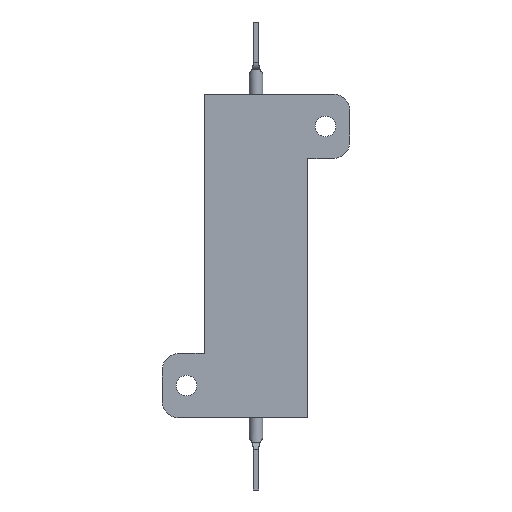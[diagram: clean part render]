
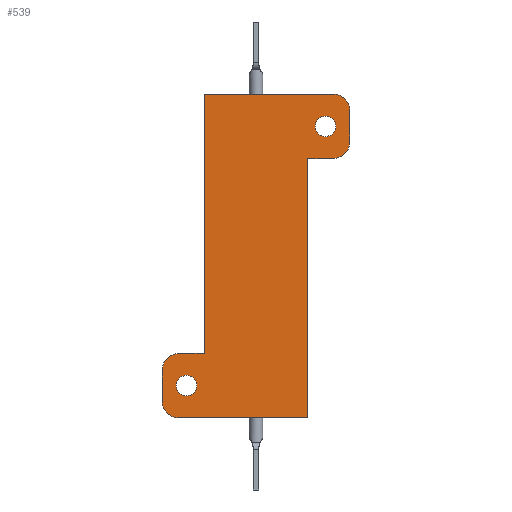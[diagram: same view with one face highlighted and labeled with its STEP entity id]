
A CAD part, front view. The second image highlights one B-rep face of the part: STEP entity #539.
In plain terms, the highlighted planar face has unit normal (0, -1, 0).
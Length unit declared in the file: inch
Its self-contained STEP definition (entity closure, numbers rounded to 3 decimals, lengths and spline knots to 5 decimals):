
#137 = VERTEX_POINT ( 'NONE', #1575 ) ;
#139 = EDGE_CURVE ( 'NONE', #137, #140, #1574, .T. ) ;
#140 = VERTEX_POINT ( 'NONE', #1569 ) ;
#154 = VERTEX_POINT ( 'NONE', #1637 ) ;
#156 = EDGE_CURVE ( 'NONE', #154, #157, #1636, .T. ) ;
#157 = VERTEX_POINT ( 'NONE', #1631 ) ;
#224 = VERTEX_POINT ( 'NONE', #1753 ) ;
#226 = EDGE_CURVE ( 'NONE', #224, #227, #1752, .T. ) ;
#227 = VERTEX_POINT ( 'NONE', #1748 ) ;
#316 = VERTEX_POINT ( 'NONE', #1909 ) ;
#318 = EDGE_CURVE ( 'NONE', #224, #316, #1908, .T. ) ;
#351 = VERTEX_POINT ( 'NONE', #1982 ) ;
#353 = EDGE_CURVE ( 'NONE', #351, #1264, #1981, .T. ) ;
#504 = EDGE_CURVE ( 'NONE', #316, #505, #2286, .T. ) ;
#505 = VERTEX_POINT ( 'NONE', #2282 ) ;
#506 = ORIENTED_EDGE ( 'NONE', *, *, #507, .T. ) ;
#507 = EDGE_CURVE ( 'NONE', #505, #508, #2281, .T. ) ;
#508 = VERTEX_POINT ( 'NONE', #2276 ) ;
#509 = ORIENTED_EDGE ( 'NONE', *, *, #510, .T. ) ;
#510 = EDGE_CURVE ( 'NONE', #508, #511, #2275, .T. ) ;
#511 = VERTEX_POINT ( 'NONE', #2271 ) ;
#512 = ORIENTED_EDGE ( 'NONE', *, *, #513, .T. ) ;
#513 = EDGE_CURVE ( 'NONE', #511, #1203, #2270, .T. ) ;
#514 = EDGE_LOOP ( 'NONE', ( #515, #568 ) ) ;
#515 = ORIENTED_EDGE ( 'NONE', *, *, #567, .F. ) ;
#516 = ORIENTED_EDGE ( 'NONE', *, *, #353, .F. ) ;
#517 = ORIENTED_EDGE ( 'NONE', *, *, #518, .T. ) ;
#518 = EDGE_CURVE ( 'NONE', #351, #519, #2329, .T. ) ;
#519 = VERTEX_POINT ( 'NONE', #2325 ) ;
#520 = ORIENTED_EDGE ( 'NONE', *, *, #521, .T. ) ;
#521 = EDGE_CURVE ( 'NONE', #519, #522, #2324, .T. ) ;
#522 = VERTEX_POINT ( 'NONE', #2319 ) ;
#523 = ORIENTED_EDGE ( 'NONE', *, *, #524, .T. ) ;
#524 = EDGE_CURVE ( 'NONE', #522, #525, #2318, .T. ) ;
#525 = VERTEX_POINT ( 'NONE', #2314 ) ;
#526 = ORIENTED_EDGE ( 'NONE', *, *, #527, .T. ) ;
#527 = EDGE_CURVE ( 'NONE', #525, #227, #2313, .T. ) ;
#528 = ORIENTED_EDGE ( 'NONE', *, *, #226, .F. ) ;
#539 = ADVANCED_FACE ( 'NONE', ( #2360, #2359, #2358 ), #2357, .F. ) ;
#540 = EDGE_LOOP ( 'NONE', ( #541, #516, #517, #520, #523, #526, #528, #580, #581, #506, #509, #512 ) ) ;
#541 = ORIENTED_EDGE ( 'NONE', *, *, #1174, .T. ) ;
#567 = EDGE_CURVE ( 'NONE', #157, #154, #2376, .T. ) ;
#568 = ORIENTED_EDGE ( 'NONE', *, *, #156, .F. ) ;
#569 = EDGE_LOOP ( 'NONE', ( #570, #572 ) ) ;
#570 = ORIENTED_EDGE ( 'NONE', *, *, #571, .F. ) ;
#571 = EDGE_CURVE ( 'NONE', #140, #137, #2370, .T. ) ;
#572 = ORIENTED_EDGE ( 'NONE', *, *, #139, .F. ) ;
#580 = ORIENTED_EDGE ( 'NONE', *, *, #318, .T. ) ;
#581 = ORIENTED_EDGE ( 'NONE', *, *, #504, .T. ) ;
#1174 = EDGE_CURVE ( 'NONE', #1203, #1264, #3244, .T. ) ;
#1203 = VERTEX_POINT ( 'NONE', #3316 ) ;
#1264 = VERTEX_POINT ( 'NONE', #3401 ) ;
#1569 = CARTESIAN_POINT ( 'NONE',  ( -0.422, 0., 0.1335 ) ) ;
#1570 = DIRECTION ( 'NONE',  ( 0., 0., -1. ) ) ;
#1571 = DIRECTION ( 'NONE',  ( 0., -1., 0. ) ) ;
#1572 = CARTESIAN_POINT ( 'NONE',  ( -0.422, 0., 0.196 ) ) ;
#1573 = AXIS2_PLACEMENT_3D ( 'NONE', #1572, #1571, #1570 ) ;
#1574 = CIRCLE ( 'NONE', #1573, 0.0625 ) ;
#1575 = CARTESIAN_POINT ( 'NONE',  ( -0.422, 0., 0.2585 ) ) ;
#1631 = CARTESIAN_POINT ( 'NONE',  ( 0.422, 0., 1.7095 ) ) ;
#1632 = DIRECTION ( 'NONE',  ( 0., 0., -1. ) ) ;
#1633 = DIRECTION ( 'NONE',  ( 0., -1., 0. ) ) ;
#1634 = CARTESIAN_POINT ( 'NONE',  ( 0.422, 0., 1.772 ) ) ;
#1635 = AXIS2_PLACEMENT_3D ( 'NONE', #1634, #1633, #1632 ) ;
#1636 = CIRCLE ( 'NONE', #1635, 0.0625 ) ;
#1637 = CARTESIAN_POINT ( 'NONE',  ( 0.422, 0., 1.8345 ) ) ;
#1748 = CARTESIAN_POINT ( 'NONE',  ( 0.47, 0., 1.968 ) ) ;
#1749 = DIRECTION ( 'NONE',  ( 1., 0., 0. ) ) ;
#1750 = VECTOR ( 'NONE', #1749, 39.37008 ) ;
#1751 = CARTESIAN_POINT ( 'NONE',  ( -0.315, 0., 1.968 ) ) ;
#1752 = LINE ( 'NONE', #1751, #1750 ) ;
#1753 = CARTESIAN_POINT ( 'NONE',  ( -0.315, 0., 1.968 ) ) ;
#1905 = DIRECTION ( 'NONE',  ( 0., 0., -1. ) ) ;
#1906 = VECTOR ( 'NONE', #1905, 39.37008 ) ;
#1907 = CARTESIAN_POINT ( 'NONE',  ( -0.315, 0., 1.968 ) ) ;
#1908 = LINE ( 'NONE', #1907, #1906 ) ;
#1909 = CARTESIAN_POINT ( 'NONE',  ( -0.315, 0., 0.392 ) ) ;
#1978 = DIRECTION ( 'NONE',  ( 0., 0., -1. ) ) ;
#1979 = VECTOR ( 'NONE', #1978, 39.37008 ) ;
#1980 = CARTESIAN_POINT ( 'NONE',  ( 0.315, 0., 1.968 ) ) ;
#1981 = LINE ( 'NONE', #1980, #1979 ) ;
#1982 = CARTESIAN_POINT ( 'NONE',  ( 0.315, 0., 1.576 ) ) ;
#2266 = DIRECTION ( 'NONE',  ( 0., 0., 1. ) ) ;
#2267 = DIRECTION ( 'NONE',  ( 0., -1., 0. ) ) ;
#2268 = CARTESIAN_POINT ( 'NONE',  ( -0.47, 0., 0.1 ) ) ;
#2269 = AXIS2_PLACEMENT_3D ( 'NONE', #2268, #2267, #2266 ) ;
#2270 = CIRCLE ( 'NONE', #2269, 0.1 ) ;
#2271 = CARTESIAN_POINT ( 'NONE',  ( -0.57, 0., 0.1 ) ) ;
#2272 = DIRECTION ( 'NONE',  ( 0., 0., -1. ) ) ;
#2273 = VECTOR ( 'NONE', #2272, 39.37008 ) ;
#2274 = CARTESIAN_POINT ( 'NONE',  ( -0.57, 0., 0.1 ) ) ;
#2275 = LINE ( 'NONE', #2274, #2273 ) ;
#2276 = CARTESIAN_POINT ( 'NONE',  ( -0.57, 0., 0.292 ) ) ;
#2277 = DIRECTION ( 'NONE',  ( 0., 0., -1. ) ) ;
#2278 = DIRECTION ( 'NONE',  ( 0., -1., 0. ) ) ;
#2279 = CARTESIAN_POINT ( 'NONE',  ( -0.47, 0., 0.292 ) ) ;
#2280 = AXIS2_PLACEMENT_3D ( 'NONE', #2279, #2278, #2277 ) ;
#2281 = CIRCLE ( 'NONE', #2280, 0.1 ) ;
#2282 = CARTESIAN_POINT ( 'NONE',  ( -0.47, 0., 0.392 ) ) ;
#2283 = DIRECTION ( 'NONE',  ( -1., 0., 0. ) ) ;
#2284 = VECTOR ( 'NONE', #2283, 39.37008 ) ;
#2285 = CARTESIAN_POINT ( 'NONE',  ( -0.315, 0., 0.392 ) ) ;
#2286 = LINE ( 'NONE', #2285, #2284 ) ;
#2309 = DIRECTION ( 'NONE',  ( 0., 0., 1. ) ) ;
#2310 = DIRECTION ( 'NONE',  ( 0., -1., 0. ) ) ;
#2311 = CARTESIAN_POINT ( 'NONE',  ( 0.47, 0., 1.868 ) ) ;
#2312 = AXIS2_PLACEMENT_3D ( 'NONE', #2311, #2310, #2309 ) ;
#2313 = CIRCLE ( 'NONE', #2312, 0.1 ) ;
#2314 = CARTESIAN_POINT ( 'NONE',  ( 0.57, 0., 1.868 ) ) ;
#2315 = DIRECTION ( 'NONE',  ( 0., 0., 1. ) ) ;
#2316 = VECTOR ( 'NONE', #2315, 39.37008 ) ;
#2317 = CARTESIAN_POINT ( 'NONE',  ( 0.57, 0., 1.868 ) ) ;
#2318 = LINE ( 'NONE', #2317, #2316 ) ;
#2319 = CARTESIAN_POINT ( 'NONE',  ( 0.57, 0., 1.676 ) ) ;
#2320 = DIRECTION ( 'NONE',  ( 0., 0., -1. ) ) ;
#2321 = DIRECTION ( 'NONE',  ( 0., -1., 0. ) ) ;
#2322 = CARTESIAN_POINT ( 'NONE',  ( 0.47, 0., 1.676 ) ) ;
#2323 = AXIS2_PLACEMENT_3D ( 'NONE', #2322, #2321, #2320 ) ;
#2324 = CIRCLE ( 'NONE', #2323, 0.1 ) ;
#2325 = CARTESIAN_POINT ( 'NONE',  ( 0.47, 0., 1.576 ) ) ;
#2326 = DIRECTION ( 'NONE',  ( 1., 0., 0. ) ) ;
#2327 = VECTOR ( 'NONE', #2326, 39.37008 ) ;
#2328 = CARTESIAN_POINT ( 'NONE',  ( 0.315, 0., 1.576 ) ) ;
#2329 = LINE ( 'NONE', #2328, #2327 ) ;
#2353 = DIRECTION ( 'NONE',  ( 0., 0., 1. ) ) ;
#2354 = DIRECTION ( 'NONE',  ( 0., 1., 0. ) ) ;
#2355 = CARTESIAN_POINT ( 'NONE',  ( -0.315, 0., 1.968 ) ) ;
#2356 = AXIS2_PLACEMENT_3D ( 'NONE', #2355, #2354, #2353 ) ;
#2357 = PLANE ( 'NONE',  #2356 ) ;
#2358 = FACE_BOUND ( 'NONE', #569, .T. ) ;
#2359 = FACE_BOUND ( 'NONE', #514, .T. ) ;
#2360 = FACE_OUTER_BOUND ( 'NONE', #540, .T. ) ;
#2366 = DIRECTION ( 'NONE',  ( 0., 0., -1. ) ) ;
#2367 = DIRECTION ( 'NONE',  ( 0., -1., 0. ) ) ;
#2368 = CARTESIAN_POINT ( 'NONE',  ( -0.422, 0., 0.196 ) ) ;
#2369 = AXIS2_PLACEMENT_3D ( 'NONE', #2368, #2367, #2366 ) ;
#2370 = CIRCLE ( 'NONE', #2369, 0.0625 ) ;
#2372 = DIRECTION ( 'NONE',  ( 0., 0., -1. ) ) ;
#2373 = DIRECTION ( 'NONE',  ( 0., -1., 0. ) ) ;
#2374 = CARTESIAN_POINT ( 'NONE',  ( 0.422, 0., 1.772 ) ) ;
#2375 = AXIS2_PLACEMENT_3D ( 'NONE', #2374, #2373, #2372 ) ;
#2376 = CIRCLE ( 'NONE', #2375, 0.0625 ) ;
#3241 = DIRECTION ( 'NONE',  ( 1., 0., 0. ) ) ;
#3242 = VECTOR ( 'NONE', #3241, 39.37008 ) ;
#3243 = CARTESIAN_POINT ( 'NONE',  ( -0.315, 0., 0. ) ) ;
#3244 = LINE ( 'NONE', #3243, #3242 ) ;
#3316 = CARTESIAN_POINT ( 'NONE',  ( -0.47, 0., 0. ) ) ;
#3401 = CARTESIAN_POINT ( 'NONE',  ( 0.315, 0., 0. ) ) ;
